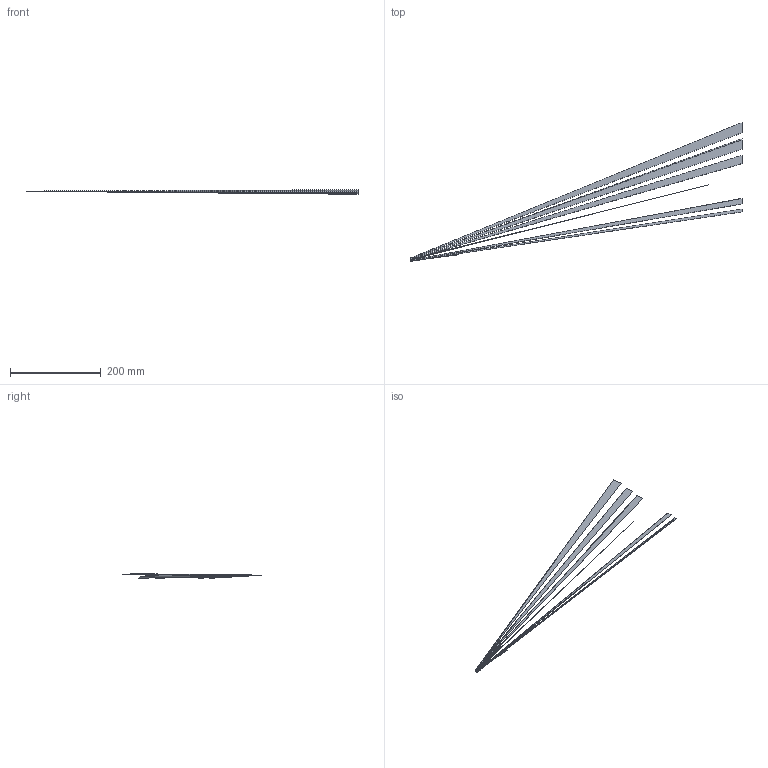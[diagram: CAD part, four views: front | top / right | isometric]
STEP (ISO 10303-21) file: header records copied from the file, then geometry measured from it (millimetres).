
FILE_DESCRIPTION(('FreeCAD Model'),'2;1');
FILE_NAME( 'block_19.step', '2021-06-02T11:47:04',('Author'),(''), 'Open CASCADE STEP processor 7.3','FreeCAD','Unknown');
FILE_SCHEMA(('AUTOMOTIVE_DESIGN { 1 0 10303 214 1 1 1 1 }'));
Length unit declared in the file: millimetre
Products named in the file (1): Part_19
Bounding box: 730 x 305.18 x 9.97 mm (x, y, z)
Volume: 9515 mm3; surface area: 68217.8 mm2
Topology: 14 solids, 14 shells, 90 faces, 186 edges, 124 vertices
Faces by surface type: plane 90
Entity records: 4647 total; most frequent: CARTESIAN_POINT 986, DIRECTION 527, ORIENTED_EDGE 372, PCURVE 372, DEFINITIONAL_REPRESENTATION 372, LINE 345, VECTOR 345, B_SPLINE_CURVE_WITH_KNOTS 213
